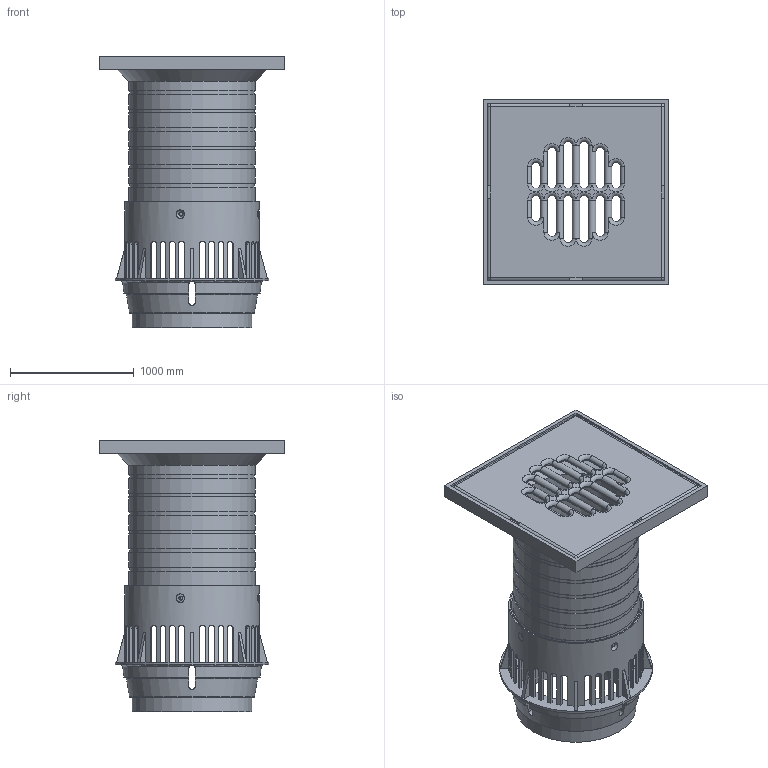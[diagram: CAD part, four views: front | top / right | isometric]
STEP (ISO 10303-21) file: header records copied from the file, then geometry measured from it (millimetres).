
FILE_DESCRIPTION(/* description */ (''),/* implementation_level */ '2;1');
FILE_NAME(/* name */ '16306.070X_3D.stp',/* time_stamp */ '2024-12-12T07:23:19+01:00',/* author */ ('CAD'),/* organization */ (''),/* preprocessor_version */ 'ST-DEVELOPER v20',/* originating_system */ 'AutoCAD Mechanical',/* authorisation */ '');
FILE_SCHEMA (('AUTOMOTIVE_DESIGN { 1 0 10303 214 3 1 1 }'));
Length unit declared in the file: centimetre
Products named in the file (2): Product; *S0
Assembly tree (1 placements, depth 2):
  Product
    *S0
Bounding box: 1500 x 1500 x 2200 mm (x, y, z)
Volume: 315226999.1 mm3; surface area: 24983636 mm2
Topology: 3 solids, 3 shells, 770 faces, 2049 edges, 1268 vertices
Faces by surface type: plane 333, cylinder 264, torus 63, bspline 56, sphere 40, cone 14
Full cylindrical faces by diameter (mm): 35 x4, 80 x4, 1010 x8, 1020 x9, 1050 x1, 1090 x1, 1240 x1
Entity records: 28785 total; most frequent: CARTESIAN_POINT 9748, ORIENTED_EDGE 4096, DIRECTION 3862, EDGE_CURVE 2048, AXIS2_PLACEMENT_3D 1447, VERTEX_POINT 1266, LINE 968, VECTOR 968
